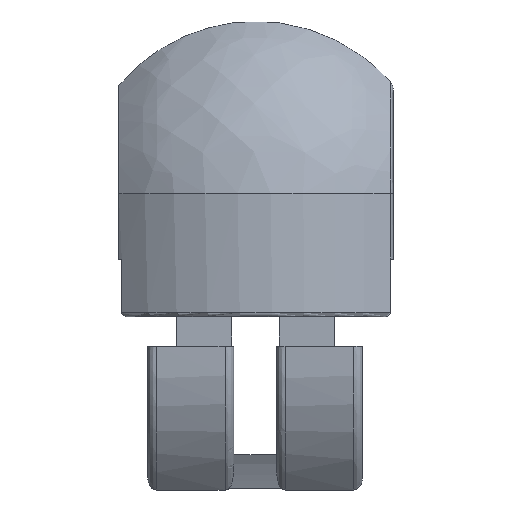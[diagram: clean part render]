
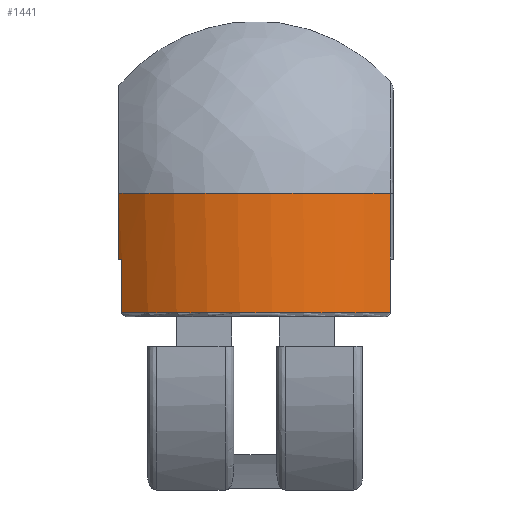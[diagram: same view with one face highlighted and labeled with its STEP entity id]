
A CAD part, top view. The second image highlights one B-rep face of the part: STEP entity #1441.
In plain terms, the highlighted cylindrical face has radius 46.98 mm (diameter 93.959 mm), a partial arc.
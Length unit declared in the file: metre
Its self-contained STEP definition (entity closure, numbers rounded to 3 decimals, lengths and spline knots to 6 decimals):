
#34=CIRCLE('',#1526,0.04698);
#37=CIRCLE('',#1534,0.04698);
#38=CIRCLE('',#1535,0.04698);
#49=CYLINDRICAL_SURFACE('',#1533,0.04698);
#171=LINE('',#2763,#315);
#175=LINE('',#2776,#319);
#176=LINE('',#2781,#320);
#177=LINE('',#2783,#321);
#315=VECTOR('',#1788,1.);
#319=VECTOR('',#1802,1.);
#320=VECTOR('',#1805,1.);
#321=VECTOR('',#1806,1.);
#667=ORIENTED_EDGE('',*,*,#950,.F.);
#668=ORIENTED_EDGE('',*,*,#951,.T.);
#669=ORIENTED_EDGE('',*,*,#952,.T.);
#670=ORIENTED_EDGE('',*,*,#953,.T.);
#671=ORIENTED_EDGE('',*,*,#954,.T.);
#672=ORIENTED_EDGE('',*,*,#934,.F.);
#673=ORIENTED_EDGE('',*,*,#944,.F.);
#674=ORIENTED_EDGE('',*,*,#955,.T.);
#934=EDGE_CURVE('',#1100,#1101,#34,.F.);
#944=EDGE_CURVE('',#1109,#1100,#171,.T.);
#950=EDGE_CURVE('',#1110,#1111,#175,.T.);
#951=EDGE_CURVE('',#1110,#1112,#37,.F.);
#952=EDGE_CURVE('',#1112,#1113,#176,.T.);
#953=EDGE_CURVE('',#1113,#1114,#177,.T.);
#954=EDGE_CURVE('',#1114,#1101,#1171,.T.);
#955=EDGE_CURVE('',#1109,#1111,#38,.F.);
#1100=VERTEX_POINT('',#2707);
#1101=VERTEX_POINT('',#2708);
#1109=VERTEX_POINT('',#2762);
#1110=VERTEX_POINT('',#2777);
#1111=VERTEX_POINT('',#2778);
#1112=VERTEX_POINT('',#2780);
#1113=VERTEX_POINT('',#2782);
#1114=VERTEX_POINT('',#2784);
#1171=B_SPLINE_CURVE_WITH_KNOTS('',3,(#2785,#2786,#2787,#2788),
 .UNSPECIFIED.,.F.,.F.,(4,4),(0.,0.000009),.UNSPECIFIED.);
#1232=EDGE_LOOP('',(#667,#668,#669,#670,#671,#672,#673,#674));
#1311=FACE_BOUND('',#1232,.T.);
#1441=ADVANCED_FACE('',(#1311),#49,.T.);
#1526=AXIS2_PLACEMENT_3D('',#2706,#1778,#1779);
#1533=AXIS2_PLACEMENT_3D('',#2775,#1800,#1801);
#1534=AXIS2_PLACEMENT_3D('',#2779,#1803,#1804);
#1535=AXIS2_PLACEMENT_3D('',#2789,#1807,#1808);
#1778=DIRECTION('',(0.,-1.,0.));
#1779=DIRECTION('',(0.,0.,-1.));
#1788=DIRECTION('',(0.,1.,0.));
#1800=DIRECTION('',(0.,1.,0.));
#1801=DIRECTION('',(0.,0.,1.));
#1802=DIRECTION('',(0.,1.,0.));
#1803=DIRECTION('',(0.,-1.,0.));
#1804=DIRECTION('',(0.,0.,-1.));
#1805=DIRECTION('',(0.,1.,0.));
#1806=DIRECTION('',(0.,1.,0.));
#1807=DIRECTION('',(0.,-1.,0.));
#1808=DIRECTION('',(0.,0.,-1.));
#2706=CARTESIAN_POINT('',(0.015212,0.025,-0.012177));
#2707=CARTESIAN_POINT('',(-0.016757,0.025,0.022248));
#2708=CARTESIAN_POINT('',(0.046508,0.025,0.022862));
#2762=CARTESIAN_POINT('',(-0.016757,0.0097,0.022248));
#2763=CARTESIAN_POINT('',(-0.016757,0.0097,0.022248));
#2775=CARTESIAN_POINT('',(0.015212,0.0097,-0.012177));
#2776=CARTESIAN_POINT('',(-0.016089,-0.0038,0.022856));
#2777=CARTESIAN_POINT('',(-0.016089,-0.0028,0.022856));
#2778=CARTESIAN_POINT('',(-0.016089,0.0097,0.022856));
#2779=CARTESIAN_POINT('',(0.015212,-0.0028,-0.012177));
#2780=CARTESIAN_POINT('',(0.046514,-0.0028,0.022856));
#2781=CARTESIAN_POINT('',(0.046514,-0.0038,0.022856));
#2782=CARTESIAN_POINT('',(0.046514,0.0097,0.022856));
#2783=CARTESIAN_POINT('',(0.046514,0.0097,0.022856));
#2784=CARTESIAN_POINT('',(0.046514,0.025,0.022856));
#2785=CARTESIAN_POINT('',(0.046514,0.025,0.022856));
#2786=CARTESIAN_POINT('',(0.046512,0.025,0.022858));
#2787=CARTESIAN_POINT('',(0.04651,0.025,0.02286));
#2788=CARTESIAN_POINT('',(0.046508,0.025,0.022862));
#2789=CARTESIAN_POINT('',(0.015212,0.0097,-0.012177));
